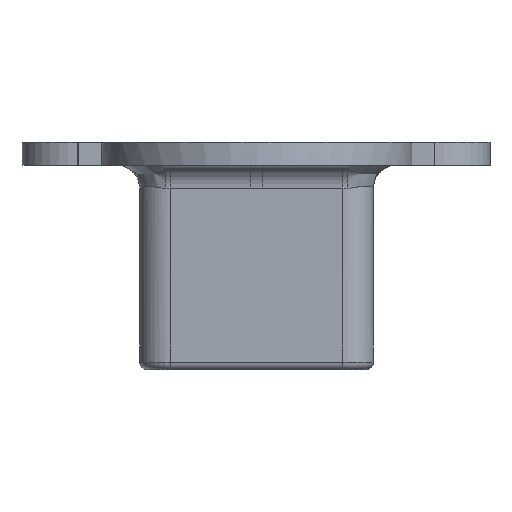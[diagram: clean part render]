
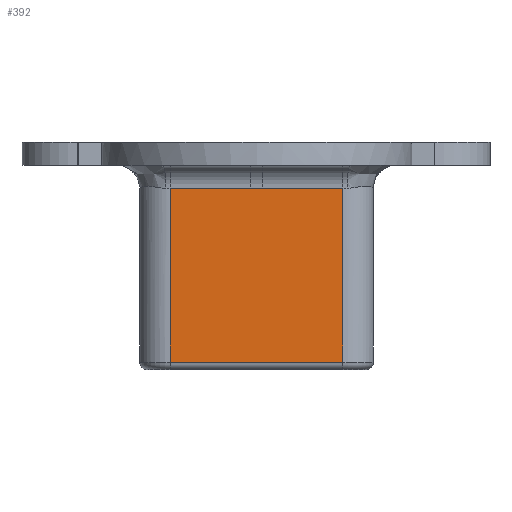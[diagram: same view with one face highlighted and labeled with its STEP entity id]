
A CAD part, front view. The second image highlights one B-rep face of the part: STEP entity #392.
In plain terms, the highlighted planar face has unit normal (0, -1, 0).
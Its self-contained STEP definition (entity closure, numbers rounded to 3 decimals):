
#28 = CARTESIAN_POINT ( 'NONE',  ( 21.379, -66.067, -4.699 ) ) ;
#160 = CARTESIAN_POINT ( 'NONE',  ( 21.379, -66.067, -27.359 ) ) ;
#261 = LINE ( 'NONE', #4932, #2765 ) ;
#392 = ADVANCED_FACE ( 'NONE', ( #4463 ), #1024, .F. ) ;
#483 = VECTOR ( 'NONE', #1758, 1000. ) ;
#604 = CARTESIAN_POINT ( 'NONE',  ( 9.858, -66.067, -4.692 ) ) ;
#942 = EDGE_CURVE ( 'NONE', #4305, #7008, #2318, .T. ) ;
#952 = CARTESIAN_POINT ( 'NONE',  ( -1.121, -66.067, -4.699 ) ) ;
#1024 = PLANE ( 'NONE',  #6150 ) ;
#1072 = B_SPLINE_CURVE_WITH_KNOTS ( 'NONE', 3,
 ( #6338, #7548, #1073, #604, #7041, #4665 ),
 .UNSPECIFIED., .F., .F.,
 ( 4, 2, 4 ),
 ( 0., 0.001, 0.002 ),
 .UNSPECIFIED. ) ;
#1073 = CARTESIAN_POINT ( 'NONE',  ( 10.4, -66.067, -4.692 ) ) ;
#1477 = VERTEX_POINT ( 'NONE', #160 ) ;
#1488 = ORIENTED_EDGE ( 'NONE', *, *, #6926, .F. ) ;
#1758 = DIRECTION ( 'NONE',  ( -1., 0., 0. ) ) ;
#1952 = CARTESIAN_POINT ( 'NONE',  ( -1.121, -66.067, -28.359 ) ) ;
#1973 = ORIENTED_EDGE ( 'NONE', *, *, #4562, .T. ) ;
#2092 = EDGE_LOOP ( 'NONE', ( #1488, #5556, #7581, #3359, #1973, #4791 ) ) ;
#2193 = CARTESIAN_POINT ( 'NONE',  ( 9.317, -66.067, -4.699 ) ) ;
#2209 = VERTEX_POINT ( 'NONE', #952 ) ;
#2304 = EDGE_CURVE ( 'NONE', #5987, #1477, #4212, .T. ) ;
#2318 = LINE ( 'NONE', #7002, #483 ) ;
#2671 = CARTESIAN_POINT ( 'NONE',  ( 21.379, -66.067, -28.359 ) ) ;
#2703 = DIRECTION ( 'NONE',  ( 0., 1., 0. ) ) ;
#2765 = VECTOR ( 'NONE', #6773, 1000. ) ;
#2958 = DIRECTION ( 'NONE',  ( 1., 0., 0. ) ) ;
#3359 = ORIENTED_EDGE ( 'NONE', *, *, #942, .T. ) ;
#4212 = LINE ( 'NONE', #6985, #5770 ) ;
#4305 = VERTEX_POINT ( 'NONE', #28 ) ;
#4463 = FACE_OUTER_BOUND ( 'NONE', #2092, .T. ) ;
#4505 = EDGE_CURVE ( 'NONE', #4895, #2209, #261, .T. ) ;
#4562 = EDGE_CURVE ( 'NONE', #7008, #4895, #1072, .T. ) ;
#4665 = CARTESIAN_POINT ( 'NONE',  ( 9.317, -66.067, -4.699 ) ) ;
#4791 = ORIENTED_EDGE ( 'NONE', *, *, #4505, .T. ) ;
#4895 = VERTEX_POINT ( 'NONE', #2193 ) ;
#4932 = CARTESIAN_POINT ( 'NONE',  ( -1.121, -66.067, -4.699 ) ) ;
#4935 = CARTESIAN_POINT ( 'NONE',  ( 10.942, -66.067, -4.699 ) ) ;
#4994 = EDGE_CURVE ( 'NONE', #1477, #4305, #5843, .T. ) ;
#5112 = CARTESIAN_POINT ( 'NONE',  ( -1.121, -66.067, -27.359 ) ) ;
#5556 = ORIENTED_EDGE ( 'NONE', *, *, #2304, .T. ) ;
#5592 = LINE ( 'NONE', #1952, #5933 ) ;
#5770 = VECTOR ( 'NONE', #2958, 1000. ) ;
#5843 = LINE ( 'NONE', #6958, #7557 ) ;
#5933 = VECTOR ( 'NONE', #6120, 1000. ) ;
#5987 = VERTEX_POINT ( 'NONE', #5112 ) ;
#6120 = DIRECTION ( 'NONE',  ( 0., 0., 1. ) ) ;
#6148 = DIRECTION ( 'NONE',  ( 0., 0., 1. ) ) ;
#6150 = AXIS2_PLACEMENT_3D ( 'NONE', #2671, #2703, #6148 ) ;
#6338 = CARTESIAN_POINT ( 'NONE',  ( 10.942, -66.067, -4.699 ) ) ;
#6773 = DIRECTION ( 'NONE',  ( -1., 0., 0. ) ) ;
#6840 = DIRECTION ( 'NONE',  ( 0., 0., 1. ) ) ;
#6926 = EDGE_CURVE ( 'NONE', #5987, #2209, #5592, .T. ) ;
#6958 = CARTESIAN_POINT ( 'NONE',  ( 21.379, -66.067, -28.359 ) ) ;
#6985 = CARTESIAN_POINT ( 'NONE',  ( 21.379, -66.067, -27.359 ) ) ;
#7002 = CARTESIAN_POINT ( 'NONE',  ( -1.121, -66.067, -4.699 ) ) ;
#7008 = VERTEX_POINT ( 'NONE', #4935 ) ;
#7041 = CARTESIAN_POINT ( 'NONE',  ( 9.588, -66.067, -4.699 ) ) ;
#7548 = CARTESIAN_POINT ( 'NONE',  ( 10.671, -66.067, -4.699 ) ) ;
#7557 = VECTOR ( 'NONE', #6840, 1000. ) ;
#7581 = ORIENTED_EDGE ( 'NONE', *, *, #4994, .T. ) ;
